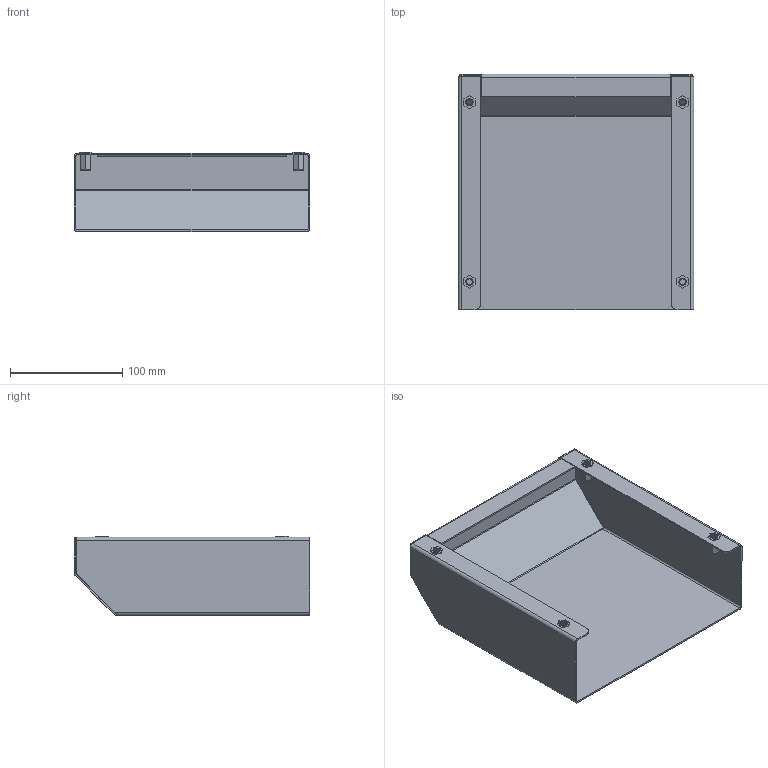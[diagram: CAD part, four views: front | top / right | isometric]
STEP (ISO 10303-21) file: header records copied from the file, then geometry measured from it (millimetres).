
FILE_DESCRIPTION (( 'STEP AP214' ), '1' );
FILE_NAME ('983.306.STEP', '2024-10-14T04:42:41', ( '' ), ( '' ), 'SwSTEP 2.0', 'SolidWorks 2021', '' );
FILE_SCHEMA (( 'AUTOMOTIVE_DESIGN' ));
Length unit declared in the file: millimetre
Products named in the file (3): 983.306; Çàêëåïêà ðåçüáîâàÿ Ì6 øåñòèãðàííàÿ ñ óìåíüøåííûì áîðòîì
Assembly tree (5 placements, depth 2):
  983.306
    983.306
    Çàêëåïêà ðåçüáîâàÿ Ì6 øåñòèãðàííàÿ ñ óìåíüøåííûì áîðòîì  x4
Bounding box: 210 x 210 x 70.6 mm (x, y, z)
Volume: 138844.4 mm3; surface area: 187482 mm2
Topology: 5 solids, 5 shells, 278 faces, 714 edges, 450 vertices
Faces by surface type: plane 142, cylinder 100, cone 24, bspline 12
Entity records: 5746 total; most frequent: CARTESIAN_POINT 2370, ORIENTED_EDGE 702, DIRECTION 635, EDGE_CURVE 351, VECTOR 253, LINE 253, VERTEX_POINT 216, AXIS2_PLACEMENT_3D 191
